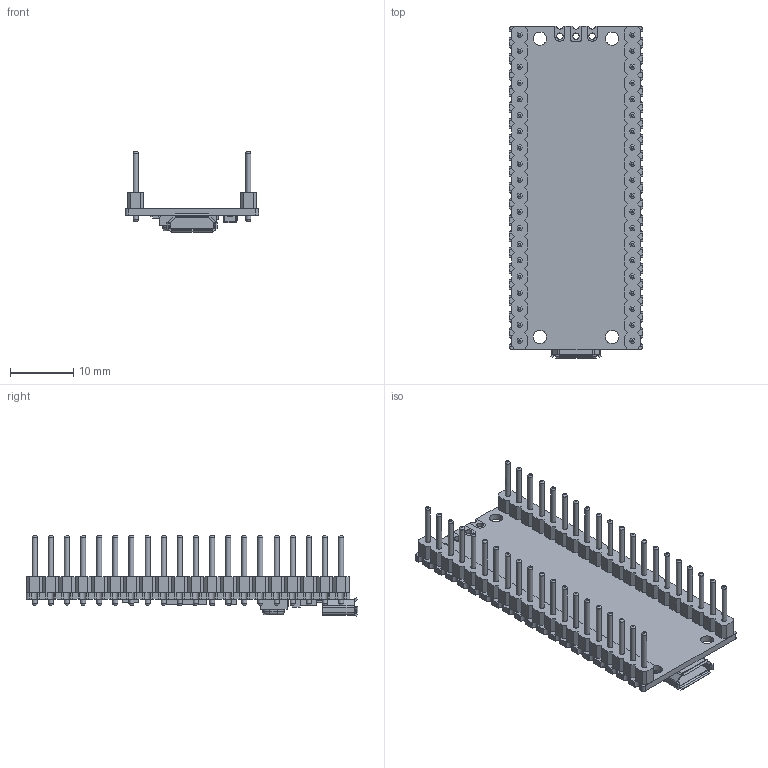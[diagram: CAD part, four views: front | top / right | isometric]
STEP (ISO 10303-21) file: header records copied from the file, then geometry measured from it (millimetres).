
FILE_DESCRIPTION(/* description */ ('STEP AP242','CAx-IF Rec.Pracs.---Representation and Presentation of Product Manufacturing Information (PMI)---4.0---2014-10-13','CAx-IF Rec.Pracs.---3D Tessellated Geometry---0.4---2014-09-14','2;1'),/* implementation_level */ '2;1');
FILE_NAME(/* name */ '66bbb26e3360be0e689aa82e',/* time_stamp */ '2024-08-13T19:22:24Z',/* author */ (''),/* organization */ (''),/* preprocessor_version */ 'ST-DEVELOPER v20',/* originating_system */ ' ',/* authorisation */ ' ');
FILE_SCHEMA (('AP242_MANAGED_MODEL_BASED_3D_ENGINEERING_MIM_LF { 1 0 10303 442 1 1 4 }'));
Length unit declared in the file: metre
Products named in the file (101): PICO_HEADER_HOLES; PICO_PIN_HEADERS; PICO_AEL.STEP; PICO_DIODES.STEP; PICO_RICHTEK.STEP; PICO_MURATA.STEP_1; PICO_MURATA.STEP; PICO_BOURNS.STEP; PICO_REF_ONSEMI.STEP; PICO_REF_LED.STEP; PICO_REF_MICROCONTROLLER.STEP; PICO_REF_SWITCH.STEP; PICO_REF_USB.STEP; PICO_REF_BOARD.STEP
Bounding box: 21 x 52.3 x 12.73 mm (x, y, z)
Volume: 1913.7 mm3; surface area: 5805.2 mm2
Topology: 101 solids, 101 shells, 1310 faces, 3234 edges, 2128 vertices
Faces by surface type: plane 861, cylinder 367, torus 82
Full cylindrical faces by diameter (mm): 0.8 x80, 1 x43, 2.1 x4
Entity records: 40666 total; most frequent: DIRECTION 6665, CARTESIAN_POINT 6566, ORIENTED_EDGE 6054, EDGE_CURVE 3027, AXIS2_PLACEMENT_3D 2227, LINE 2211, VECTOR 2211, VERTEX_POINT 2128
